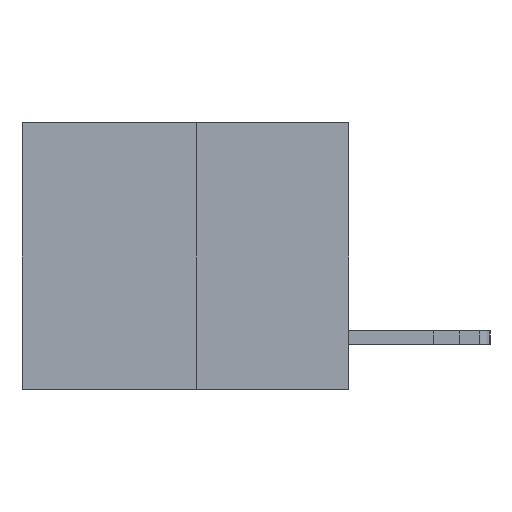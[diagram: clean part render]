
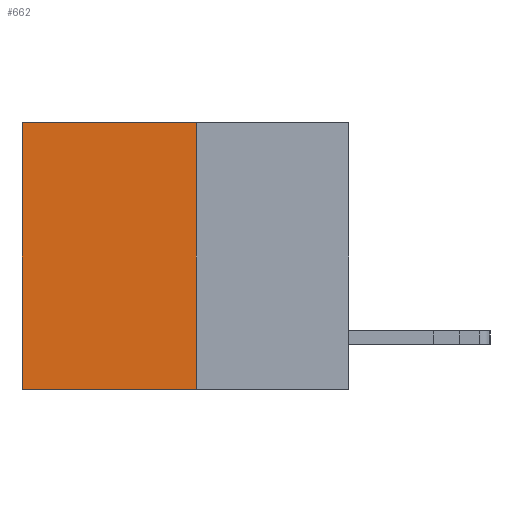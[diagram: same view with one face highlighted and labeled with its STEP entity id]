
A CAD part, left-side view. The second image highlights one B-rep face of the part: STEP entity #662.
In plain terms, the highlighted planar face has unit normal (-1, 0, 0).
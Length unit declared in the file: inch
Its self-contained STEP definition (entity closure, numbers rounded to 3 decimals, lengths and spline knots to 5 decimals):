
#662 = ADVANCED_FACE ( 'NONE', ( #3080 ), #898, .F. ) ;
#777 = DIRECTION ( 'NONE',  ( 1., 0., 0. ) ) ;
#898 = PLANE ( 'NONE',  #5433 ) ;
#1021 = DIRECTION ( 'NONE',  ( 0., 1., 0. ) ) ;
#2311 = ORIENTED_EDGE ( 'NONE', *, *, #16238, .T. ) ;
#2432 = EDGE_CURVE ( 'NONE', #3814, #9675, #12309, .T. ) ;
#3080 = FACE_OUTER_BOUND ( 'NONE', #16394, .T. ) ;
#3673 = CARTESIAN_POINT ( 'NONE',  ( 0.3165, 0.28, -0.49 ) ) ;
#3814 = VERTEX_POINT ( 'NONE', #3673 ) ;
#3884 = VECTOR ( 'NONE', #14465, 39.37008 ) ;
#3919 = VERTEX_POINT ( 'NONE', #17852 ) ;
#4394 = CARTESIAN_POINT ( 'NONE',  ( 0.3165, 0.28, -0.49 ) ) ;
#5433 = AXIS2_PLACEMENT_3D ( 'NONE', #10297, #777, #6237 ) ;
#5976 = VECTOR ( 'NONE', #10018, 39.37008 ) ;
#6237 = DIRECTION ( 'NONE',  ( 0., 0., -1. ) ) ;
#6572 = LINE ( 'NONE', #9200, #8733 ) ;
#7343 = DIRECTION ( 'NONE',  ( 0., 1., 0. ) ) ;
#8191 = EDGE_CURVE ( 'NONE', #3919, #3814, #16980, .T. ) ;
#8733 = VECTOR ( 'NONE', #1021, 39.37008 ) ;
#9200 = CARTESIAN_POINT ( 'NONE',  ( 0.3165, 0.28, 0. ) ) ;
#9675 = VERTEX_POINT ( 'NONE', #11608 ) ;
#9697 = ORIENTED_EDGE ( 'NONE', *, *, #2432, .F. ) ;
#10018 = DIRECTION ( 'NONE',  ( 0., 0., -1. ) ) ;
#10297 = CARTESIAN_POINT ( 'NONE',  ( 0.3165, 0.28, -0.49 ) ) ;
#11253 = ORIENTED_EDGE ( 'NONE', *, *, #8191, .F. ) ;
#11608 = CARTESIAN_POINT ( 'NONE',  ( 0.3165, 0.6, -0.49 ) ) ;
#12309 = LINE ( 'NONE', #14065, #14895 ) ;
#12846 = CARTESIAN_POINT ( 'NONE',  ( 0.3165, 0.6, -0.49 ) ) ;
#13040 = VERTEX_POINT ( 'NONE', #15747 ) ;
#13969 = ORIENTED_EDGE ( 'NONE', *, *, #15606, .T. ) ;
#14065 = CARTESIAN_POINT ( 'NONE',  ( 0.3165, 0.28, -0.49 ) ) ;
#14465 = DIRECTION ( 'NONE',  ( 0., 0., -1. ) ) ;
#14895 = VECTOR ( 'NONE', #7343, 39.37008 ) ;
#15606 = EDGE_CURVE ( 'NONE', #13040, #9675, #15742, .T. ) ;
#15742 = LINE ( 'NONE', #12846, #3884 ) ;
#15747 = CARTESIAN_POINT ( 'NONE',  ( 0.3165, 0.6, 0. ) ) ;
#16238 = EDGE_CURVE ( 'NONE', #3919, #13040, #6572, .T. ) ;
#16394 = EDGE_LOOP ( 'NONE', ( #13969, #9697, #11253, #2311 ) ) ;
#16980 = LINE ( 'NONE', #4394, #5976 ) ;
#17852 = CARTESIAN_POINT ( 'NONE',  ( 0.3165, 0.28, 0. ) ) ;
